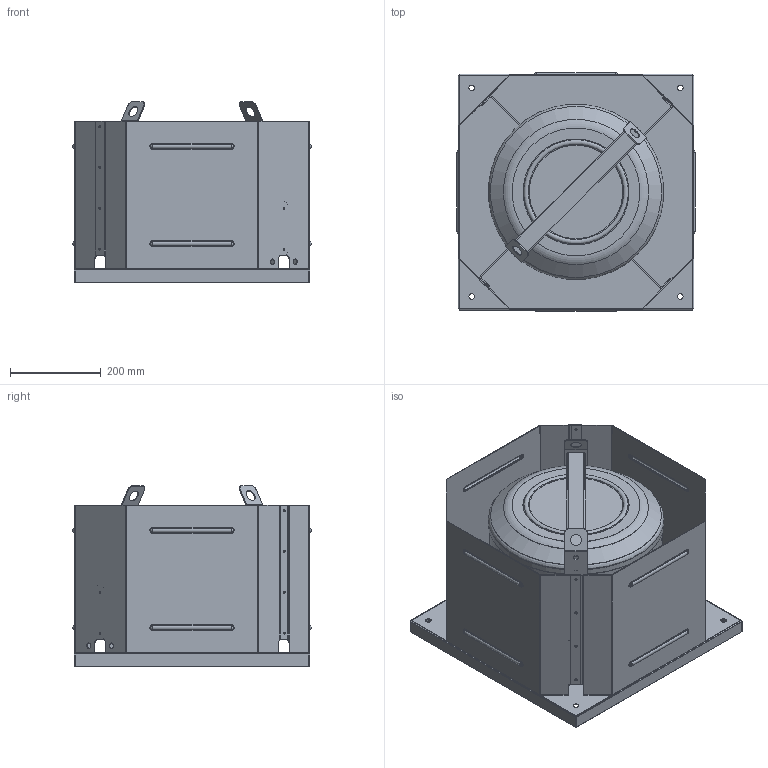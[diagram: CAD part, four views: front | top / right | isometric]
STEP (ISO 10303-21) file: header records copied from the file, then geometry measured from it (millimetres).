
FILE_DESCRIPTION(('FreeCAD Model'),'2;1');
FILE_NAME('DRD-22.step', '2016-02-22T15:18:28',('Author'),(''), 'Open CASCADE STEP processor 6.8','FreeCAD','Unknown');
FILE_SCHEMA(('AUTOMOTIVE_DESIGN_CC2 { 1 2 10303 214 -1 1 5 4 }'));
Length unit declared in the file: millimetre
Products named in the file (19): DRD18; DRD027; DRD026; DRD025; DRD028; DRD021; DRD023; DRD020; DRD058; DRD056; DRD057; DRD041; DRD042; DRD045; DRD046; DRD047; DRD048; DRD049; DRD050
Bounding box: 524.96 x 524.96 x 397.8 mm (x, y, z)
Surface area: 2649813.8 mm2 (no closed solid volume)
Topology: 0 solids, 19 shells, 808 faces, 1794 edges, 1050 vertices
Faces by surface type: plane 434, cylinder 253, torus 51, sphere 32, bspline 22, cone 16
Full cylindrical faces by diameter (mm): 4.2 x16, 4.5 x20, 6 x7, 6.5 x2, 9.91 x7, 10 x11, 12 x4, 12.5 x4, 13 x4, 25 x2, 182.5 x1, 185.5 x1, 383 x1, 387 x1
Entity records: 78678 total; most frequent: CARTESIAN_POINT 40342, DIRECTION 5931, ORIENTED_EDGE 3588, PCURVE 3588, DEFINITIONAL_REPRESENTATION 3588, LINE 2862, VECTOR 2862, EDGE_CURVE 1794
